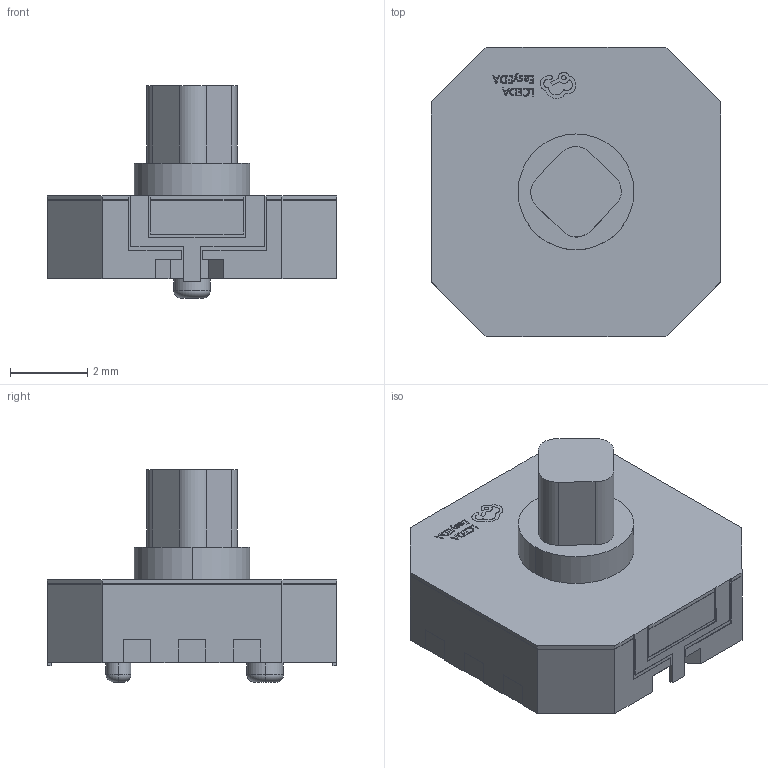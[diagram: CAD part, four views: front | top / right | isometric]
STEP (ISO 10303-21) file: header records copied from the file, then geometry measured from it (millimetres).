
FILE_DESCRIPTION (( 'STEP AP214' ), '1' );
FILE_NAME ('SW-SMD_SKRHABE010.step', '2022-07-26T15:32:55', ( '' ), ( '' ), 'SwSTEP 2.0', 'SolidWorks 2020', '' );
FILE_SCHEMA (( 'AUTOMOTIVE_DESIGN' ));
Length unit declared in the file: millimetre
Products named in the file (1): SW-SMD_SKRHABE010
Bounding box: 7.5 x 7.5 x 5.5 mm (x, y, z)
Volume: 124.7 mm3; surface area: 292.9 mm2
Topology: 14 solids, 14 shells, 465 faces, 1288 edges, 856 vertices
Faces by surface type: plane 338, bspline 112, cylinder 11, torus 4
Entity records: 19358 total; most frequent: CARTESIAN_POINT 4714, ORIENTED_EDGE 2576, DIRECTION 1798, EDGE_CURVE 1288, VECTOR 1030, LINE 1030, VERTEX_POINT 856, EDGE_LOOP 488
